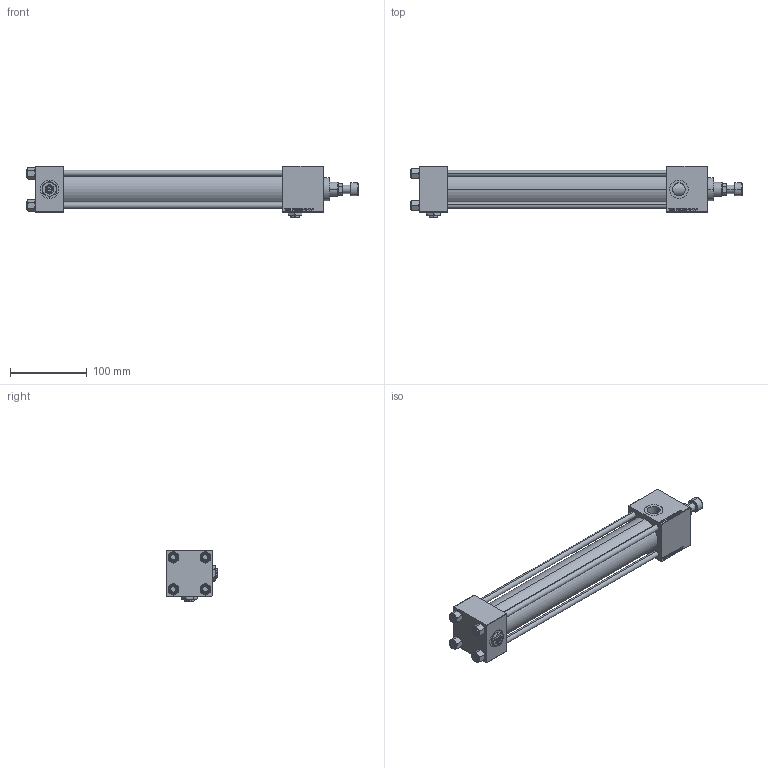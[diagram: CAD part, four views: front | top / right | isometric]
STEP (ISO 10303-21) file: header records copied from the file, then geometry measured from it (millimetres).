
FILE_DESCRIPTION (( 'STEP AP203' ), '1' );
FILE_NAME ('d1cf.STEP', '2023-08-23T19:00:57', ( '' ), ( '' ), 'SwSTEP 2.0', 'SolidWorks 2019', '' );
FILE_SCHEMA (( 'CONFIG_CONTROL_DESIGN' ));
Length unit declared in the file: millimetre
Products named in the file (8): V215CR_ROD_END_F e52ad562c4c95cbae6d28e0a67ad17cb; V215CR_VCP_C e52ad562c4c95cbae6d28e0a67ad17cb; V215_VC_A e52ad562c4c95cbae6d28e0a67ad17cb; d1cf; V215CR_C_Body e52ad562c4c95cbae6d28e0a67ad17cb; V215CR_C_TYCINKA e52ad562c4c95cbae6d28e0a67ad17cb; NUT_M5_C e52ad562c4c95cbae6d28e0a67ad17cb; Zatka_pro_OIL_PORT e52ad562c4c95cbae6d28e0a67ad17cb
Assembly tree (14 placements, depth 2):
  d1cf
    V215CR_C_Body e52ad562c4c95cbae6d28e0a67ad17cb
    V215CR_VCP_C e52ad562c4c95cbae6d28e0a67ad17cb
    NUT_M5_C e52ad562c4c95cbae6d28e0a67ad17cb  x4
    V215CR_C_TYCINKA e52ad562c4c95cbae6d28e0a67ad17cb  x4
    V215_VC_A e52ad562c4c95cbae6d28e0a67ad17cb
    V215CR_ROD_END_F e52ad562c4c95cbae6d28e0a67ad17cb
    Zatka_pro_OIL_PORT e52ad562c4c95cbae6d28e0a67ad17cb  x2
Bounding box: 432 x 67 x 67 mm (x, y, z)
Volume: 597456.6 mm3; surface area: 206633 mm2
Topology: 14 solids, 14 shells, 1261 faces, 3126 edges, 2015 vertices
Faces by surface type: plane 577, bspline 392, cone 178, cylinder 102, torus 12
Entity records: 52626 total; most frequent: CARTESIAN_POINT 27770, ORIENTED_EDGE 5552, DIRECTION 3614, EDGE_CURVE 2776, VERTEX_POINT 1813, VECTOR 1644, LINE 1644, EDGE_LOOP 1235
